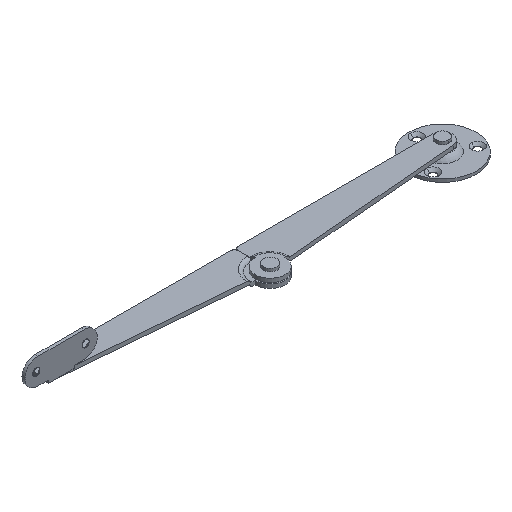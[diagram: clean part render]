
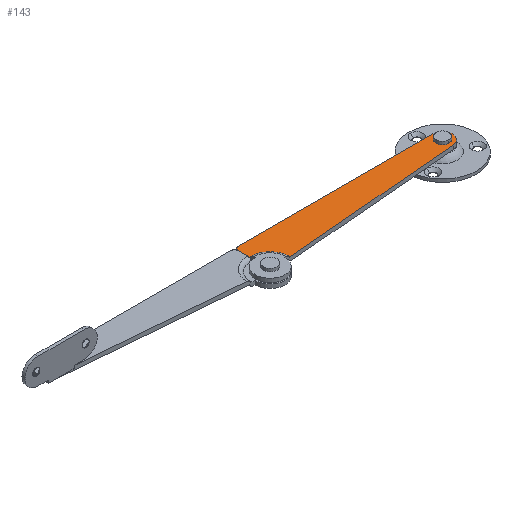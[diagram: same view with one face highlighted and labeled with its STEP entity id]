
A CAD part, isometric view. The second image highlights one B-rep face of the part: STEP entity #143.
In plain terms, the highlighted face is planar.
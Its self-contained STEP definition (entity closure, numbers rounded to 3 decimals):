
#82 = EDGE_LOOP ( 'NONE', ( #2087, #2088, #2083, #2089, #2091, #2092, #2090 ) ) ;
#106 = AXIS2_PLACEMENT_3D ( 'NONE', #2747, #2748, #2749 ) ;
#111 = AXIS2_PLACEMENT_3D ( 'NONE', #2780, #2781, #2782 ) ;
#115 = AXIS2_PLACEMENT_3D ( 'NONE', #2759, #2760, #2761 ) ;
#117 = AXIS2_PLACEMENT_3D ( 'NONE', #2786, #2787, #2788 ) ;
#120 = VECTOR ( 'NONE', #2774, 1000. ) ;
#138 = AXIS2_PLACEMENT_3D ( 'NONE', #2875, #2876, #2877 ) ;
#141 = VECTOR ( 'NONE', #2840, 1000. ) ;
#143 = ADVANCED_FACE ( 'NONE', ( #256, #177 ), #2265, .T. ) ;
#177 = FACE_OUTER_BOUND ( 'NONE', #82, .T. ) ;
#179 = AXIS2_PLACEMENT_3D ( 'NONE', #2266, #2267, #2268 ) ;
#256 = FACE_BOUND ( 'NONE', #679, .T. ) ;
#679 = EDGE_LOOP ( 'NONE', ( #2085, #2086 ) ) ;
#827 = CIRCLE ( 'NONE', #106, 1.6 ) ;
#829 = CIRCLE ( 'NONE', #115, 5. ) ;
#831 = CIRCLE ( 'NONE', #111, 5. ) ;
#833 = CIRCLE ( 'NONE', #117, 1.6 ) ;
#844 = CIRCLE ( 'NONE', #3201, 2. ) ;
#845 = CIRCLE ( 'NONE', #138, 10.125 ) ;
#1533 = VERTEX_POINT ( 'NONE', #2424 ) ;
#1534 = VERTEX_POINT ( 'NONE', #2425 ) ;
#1572 = VERTEX_POINT ( 'NONE', #2447 ) ;
#1592 = VERTEX_POINT ( 'NONE', #2456 ) ;
#1593 = VERTEX_POINT ( 'NONE', #2457 ) ;
#1637 = VERTEX_POINT ( 'NONE', #2470 ) ;
#1673 = VERTEX_POINT ( 'NONE', #2493 ) ;
#1683 = VERTEX_POINT ( 'NONE', #2502 ) ;
#1719 = VERTEX_POINT ( 'NONE', #2520 ) ;
#1813 = EDGE_CURVE ( 'NONE', #1572, #1673, #827, .T. ) ;
#1817 = EDGE_CURVE ( 'NONE', #1533, #1592, #829, .T. ) ;
#1821 = EDGE_CURVE ( 'NONE', #1593, #1719, #2772, .T. ) ;
#1824 = EDGE_CURVE ( 'NONE', #1592, #1593, #831, .T. ) ;
#1826 = EDGE_CURVE ( 'NONE', #1673, #1572, #833, .T. ) ;
#1843 = EDGE_CURVE ( 'NONE', #1683, #1637, #2838, .T. ) ;
#1847 = EDGE_CURVE ( 'NONE', #1534, #1533, #2857, .T. ) ;
#1850 = EDGE_CURVE ( 'NONE', #1719, #1683, #844, .T. ) ;
#1851 = EDGE_CURVE ( 'NONE', #1637, #1534, #845, .T. ) ;
#2083 = ORIENTED_EDGE ( 'NONE', *, *, #1843, .T. ) ;
#2085 = ORIENTED_EDGE ( 'NONE', *, *, #1826, .F. ) ;
#2086 = ORIENTED_EDGE ( 'NONE', *, *, #1813, .F. ) ;
#2087 = ORIENTED_EDGE ( 'NONE', *, *, #1821, .T. ) ;
#2088 = ORIENTED_EDGE ( 'NONE', *, *, #1850, .T. ) ;
#2089 = ORIENTED_EDGE ( 'NONE', *, *, #1851, .T. ) ;
#2090 = ORIENTED_EDGE ( 'NONE', *, *, #1824, .T. ) ;
#2091 = ORIENTED_EDGE ( 'NONE', *, *, #1847, .T. ) ;
#2092 = ORIENTED_EDGE ( 'NONE', *, *, #1817, .T. ) ;
#2265 = PLANE ( 'NONE',  #179 ) ;
#2266 = CARTESIAN_POINT ( 'NONE',  ( -100., 13., 1.25 ) ) ;
#2267 = DIRECTION ( 'NONE',  ( 0., 0., -1. ) ) ;
#2268 = DIRECTION ( 'NONE',  ( -1., 0., 0. ) ) ;
#2424 = CARTESIAN_POINT ( 'NONE',  ( -100.43, 8.019, 1.25 ) ) ;
#2425 = CARTESIAN_POINT ( 'NONE',  ( -10.122, 0.226, 1.25 ) ) ;
#2447 = CARTESIAN_POINT ( 'NONE',  ( -98.4, 13., 1.25 ) ) ;
#2456 = CARTESIAN_POINT ( 'NONE',  ( -105., 13., 1.25 ) ) ;
#2457 = CARTESIAN_POINT ( 'NONE',  ( -100., 18., 1.25 ) ) ;
#2470 = CARTESIAN_POINT ( 'NONE',  ( 0., 10.125, 1.25 ) ) ;
#2493 = CARTESIAN_POINT ( 'NONE',  ( -101.6, 13., 1.25 ) ) ;
#2502 = CARTESIAN_POINT ( 'NONE',  ( 0., 16., 1.25 ) ) ;
#2520 = CARTESIAN_POINT ( 'NONE',  ( -2., 18., 1.25 ) ) ;
#2747 = CARTESIAN_POINT ( 'NONE',  ( -100., 13., 1.25 ) ) ;
#2748 = DIRECTION ( 'NONE',  ( 0., 0., -1. ) ) ;
#2749 = DIRECTION ( 'NONE',  ( -1., 0., 0. ) ) ;
#2759 = CARTESIAN_POINT ( 'NONE',  ( -100., 13., 1.25 ) ) ;
#2760 = DIRECTION ( 'NONE',  ( 0., 0., -1. ) ) ;
#2761 = DIRECTION ( 'NONE',  ( -1., 0., 0. ) ) ;
#2772 = LINE ( 'NONE', #2773, #120 ) ;
#2773 = CARTESIAN_POINT ( 'NONE',  ( 0., 18., 1.25 ) ) ;
#2774 = DIRECTION ( 'NONE',  ( 1., 0., 0. ) ) ;
#2780 = CARTESIAN_POINT ( 'NONE',  ( -100., 13., 1.25 ) ) ;
#2781 = DIRECTION ( 'NONE',  ( 0., 0., -1. ) ) ;
#2782 = DIRECTION ( 'NONE',  ( -1., 0., 0. ) ) ;
#2786 = CARTESIAN_POINT ( 'NONE',  ( -100., 13., 1.25 ) ) ;
#2787 = DIRECTION ( 'NONE',  ( 0., 0., -1. ) ) ;
#2788 = DIRECTION ( 'NONE',  ( -1., 0., 0. ) ) ;
#2838 = LINE ( 'NONE', #2839, #141 ) ;
#2839 = CARTESIAN_POINT ( 'NONE',  ( 0., 10.125, 1.25 ) ) ;
#2840 = DIRECTION ( 'NONE',  ( 0., -1., 0. ) ) ;
#2857 = LINE ( 'NONE', #2858, #3202 ) ;
#2858 = CARTESIAN_POINT ( 'NONE',  ( -100.43, 8.019, 1.25 ) ) ;
#2859 = DIRECTION ( 'NONE',  ( -0.996, 0.086, 0. ) ) ;
#2872 = CARTESIAN_POINT ( 'NONE',  ( -2., 16., 1.25 ) ) ;
#2873 = DIRECTION ( 'NONE',  ( 0., 0., -1. ) ) ;
#2874 = DIRECTION ( 'NONE',  ( -1., 0., 0. ) ) ;
#2875 = CARTESIAN_POINT ( 'NONE',  ( 0., 0., 1.25 ) ) ;
#2876 = DIRECTION ( 'NONE',  ( 0., 0., 1. ) ) ;
#2877 = DIRECTION ( 'NONE',  ( -1., 0., 0. ) ) ;
#3201 = AXIS2_PLACEMENT_3D ( 'NONE', #2872, #2873, #2874 ) ;
#3202 = VECTOR ( 'NONE', #2859, 1000. ) ;
